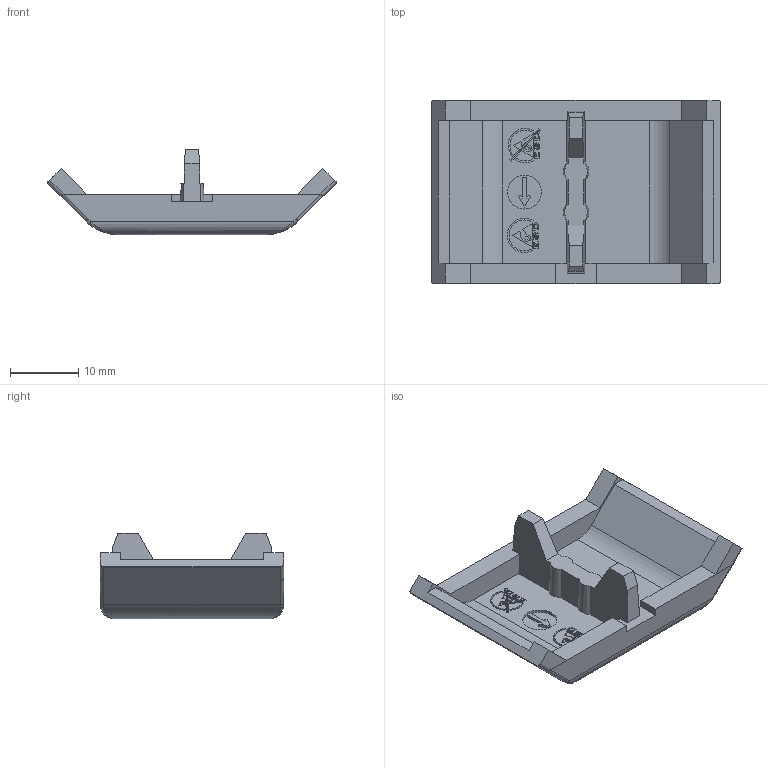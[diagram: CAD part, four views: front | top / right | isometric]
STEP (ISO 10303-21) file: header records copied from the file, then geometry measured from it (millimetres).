
FILE_DESCRIPTION (( 'STEP AP203' ), '1' );
FILE_NAME ('Accessories for aluminium profiles093WA303S02.step', '2015-11-23T14:00:44', ( '' ), ( '' ), 'SwSTEP 2.0', 'SolidWorks 2015', '' );
FILE_SCHEMA (( 'CONFIG_CONTROL_DESIGN' ));
Length unit declared in the file: millimetre
Products named in the file (1): Accessories for aluminium profiles093WA303S02
Bounding box: 42.43 x 27 x 12.6 mm (x, y, z)
Volume: 4117 mm3; surface area: 3569.3 mm2
Topology: 1 solids, 1 shells, 297 faces, 831 edges, 546 vertices
Faces by surface type: plane 257, cylinder 22, bspline 12, cone 6
Entity records: 9634 total; most frequent: CARTESIAN_POINT 2059, ORIENTED_EDGE 1654, DIRECTION 1391, EDGE_CURVE 827, LINE 739, VECTOR 739, VERTEX_POINT 546, AXIS2_PLACEMENT_3D 326
